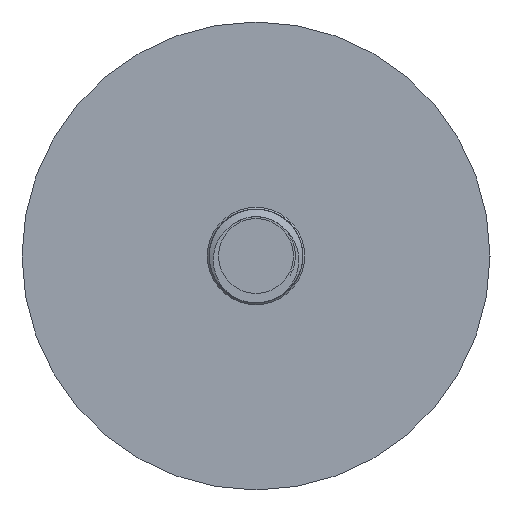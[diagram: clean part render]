
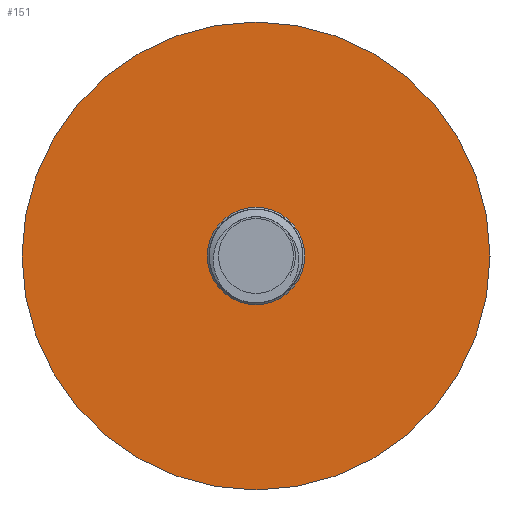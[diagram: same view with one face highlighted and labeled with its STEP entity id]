
A CAD part, left-side view. The second image highlights one B-rep face of the part: STEP entity #151.
In plain terms, the highlighted planar face has unit normal (-1, 0, 0).
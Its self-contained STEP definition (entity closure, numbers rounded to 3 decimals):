
#123=FACE_BOUND('',#193,.T.);
#151=ADVANCED_FACE('',(#172,#123),#160,.T.);
#160=PLANE('',#331);
#172=FACE_OUTER_BOUND('',#192,.T.);
#192=EDGE_LOOP('',(#242));
#193=EDGE_LOOP('',(#243));
#242=ORIENTED_EDGE('',*,*,#293,.T.);
#243=ORIENTED_EDGE('',*,*,#292,.F.);
#267=VERTEX_POINT('',#3290);
#268=VERTEX_POINT('',#3293);
#292=EDGE_CURVE('',#267,#267,#305,.T.);
#293=EDGE_CURVE('',#268,#268,#306,.T.);
#305=CIRCLE('',#328,2.6);
#306=CIRCLE('',#330,12.5);
#328=AXIS2_PLACEMENT_3D('',#3289,#378,#379);
#330=AXIS2_PLACEMENT_3D('',#3292,#382,#383);
#331=AXIS2_PLACEMENT_3D('',#3294,#384,#385);
#378=DIRECTION('',(-1.,0.,0.));
#379=DIRECTION('',(0.,0.,1.));
#382=DIRECTION('',(-1.,0.,0.));
#383=DIRECTION('',(0.,0.,1.));
#384=DIRECTION('',(-1.,0.,0.));
#385=DIRECTION('',(0.,0.,1.));
#3289=CARTESIAN_POINT('',(54.25,101.25,0.));
#3290=CARTESIAN_POINT('',(54.25,101.25,2.6));
#3292=CARTESIAN_POINT('',(54.25,101.25,0.));
#3293=CARTESIAN_POINT('',(54.25,101.25,12.5));
#3294=CARTESIAN_POINT('',(54.25,103.85,0.));
